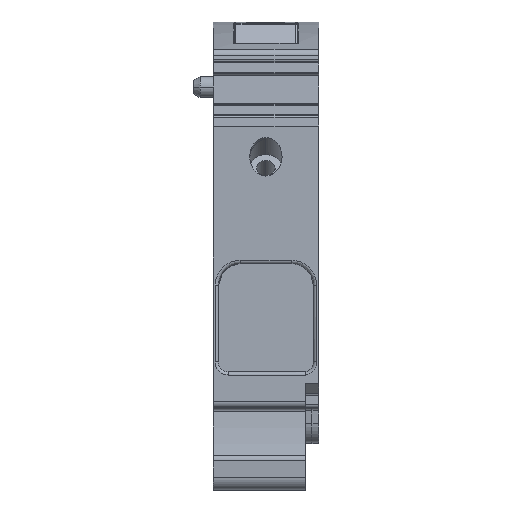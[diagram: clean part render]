
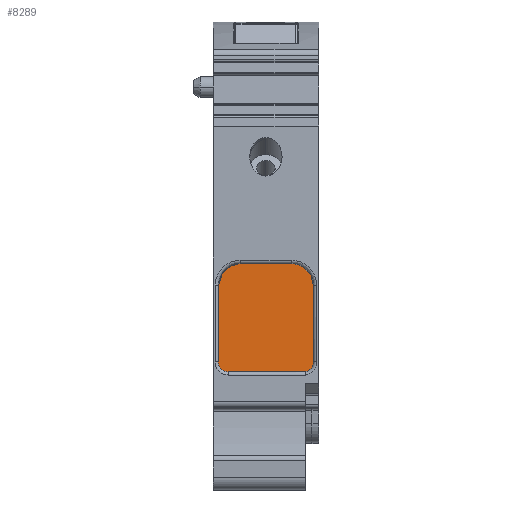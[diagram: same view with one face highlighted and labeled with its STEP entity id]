
A CAD part, front view. The second image highlights one B-rep face of the part: STEP entity #8289.
In plain terms, the highlighted planar face has unit normal (0, -1, 0).
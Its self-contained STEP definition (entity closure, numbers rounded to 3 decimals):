
#8188=AXIS2_PLACEMENT_3D('Plane Axis2P3D',#8185,#8186,#8187) ;
#8215=AXIS2_PLACEMENT_3D('Circle Axis2P3D',#8213,#8214,$) ;
#8222=AXIS2_PLACEMENT_3D('Circle Axis2P3D',#8220,#8221,$) ;
#8229=AXIS2_PLACEMENT_3D('Circle Axis2P3D',#8227,#8228,$) ;
#8250=AXIS2_PLACEMENT_3D('Circle Axis2P3D',#8248,#8249,$) ;
#8162=CARTESIAN_POINT('Vertex',(7.085,11.379,34.368)) ;
#8165=CARTESIAN_POINT('Line Origine',(11.,11.379,34.368)) ;
#8169=CARTESIAN_POINT('Vertex',(14.915,11.379,34.368)) ;
#8185=CARTESIAN_POINT('Axis2P3D Location',(0.,11.379,0.)) ;
#8191=CARTESIAN_POINT('Control Point',(7.085,11.379,34.368)) ;
#8192=CARTESIAN_POINT('Control Point',(6.734,11.379,34.366)) ;
#8193=CARTESIAN_POINT('Control Point',(6.382,11.379,34.314)) ;
#8194=CARTESIAN_POINT('Control Point',(6.04,11.379,34.215)) ;
#8195=CARTESIAN_POINT('Control Point',(5.381,11.379,33.924)) ;
#8196=CARTESIAN_POINT('Control Point',(4.822,11.379,33.472)) ;
#8197=CARTESIAN_POINT('Control Point',(4.57,11.379,33.206)) ;
#8198=CARTESIAN_POINT('Control Point',(4.163,11.379,32.644)) ;
#8199=CARTESIAN_POINT('Control Point',(3.911,11.379,32.001)) ;
#8200=CARTESIAN_POINT('Control Point',(3.829,11.379,31.681)) ;
#8201=CARTESIAN_POINT('Control Point',(3.788,11.379,31.355)) ;
#8202=CARTESIAN_POINT('Control Point',(3.788,11.379,31.03)) ;
#8203=CARTESIAN_POINT('Vertex',(3.788,11.379,31.03)) ;
#8206=CARTESIAN_POINT('Line Origine',(3.788,11.379,25.24)) ;
#8210=CARTESIAN_POINT('Vertex',(3.788,11.379,19.45)) ;
#8213=CARTESIAN_POINT('Axis2P3D Location',(5.292,11.379,19.454)) ;
#8217=CARTESIAN_POINT('Vertex',(5.288,11.379,17.95)) ;
#8220=CARTESIAN_POINT('Axis2P3D Location',(5.292,11.379,19.455)) ;
#8224=CARTESIAN_POINT('Vertex',(5.292,11.379,17.95)) ;
#8227=CARTESIAN_POINT('Axis2P3D Location',(5.292,11.379,19.455)) ;
#8231=CARTESIAN_POINT('Vertex',(5.295,11.379,17.95)) ;
#8234=CARTESIAN_POINT('Line Origine',(11.148,11.379,17.95)) ;
#8238=CARTESIAN_POINT('Vertex',(17.,11.379,17.95)) ;
#8241=CARTESIAN_POINT('Line Origine',(17.,11.379,17.964)) ;
#8245=CARTESIAN_POINT('Vertex',(17.,11.379,17.978)) ;
#8248=CARTESIAN_POINT('Axis2P3D Location',(16.712,11.379,19.45)) ;
#8252=CARTESIAN_POINT('Vertex',(18.212,11.379,19.45)) ;
#8255=CARTESIAN_POINT('Line Origine',(18.212,11.379,25.24)) ;
#8259=CARTESIAN_POINT('Vertex',(18.212,11.379,31.03)) ;
#8263=CARTESIAN_POINT('Control Point',(18.212,11.379,31.03)) ;
#8264=CARTESIAN_POINT('Control Point',(18.212,11.379,31.383)) ;
#8265=CARTESIAN_POINT('Control Point',(18.163,11.379,31.738)) ;
#8266=CARTESIAN_POINT('Control Point',(18.067,11.379,32.084)) ;
#8267=CARTESIAN_POINT('Control Point',(17.782,11.379,32.746)) ;
#8268=CARTESIAN_POINT('Control Point',(17.334,11.379,33.313)) ;
#8269=CARTESIAN_POINT('Control Point',(17.073,11.379,33.568)) ;
#8270=CARTESIAN_POINT('Control Point',(16.518,11.379,33.979)) ;
#8271=CARTESIAN_POINT('Control Point',(15.878,11.379,34.238)) ;
#8272=CARTESIAN_POINT('Control Point',(15.562,11.379,34.322)) ;
#8273=CARTESIAN_POINT('Control Point',(15.238,11.379,34.366)) ;
#8274=CARTESIAN_POINT('Control Point',(14.915,11.379,34.368)) ;
#8166=DIRECTION('Vector Direction',(-1.,0.,0.)) ;
#8186=DIRECTION('Axis2P3D Direction',(0.,-1.,0.)) ;
#8187=DIRECTION('Axis2P3D XDirection',(1.,0.,0.)) ;
#8207=DIRECTION('Vector Direction',(0.,0.,-1.)) ;
#8214=DIRECTION('Axis2P3D Direction',(0.,-1.,0.)) ;
#8221=DIRECTION('Axis2P3D Direction',(0.,-1.,0.)) ;
#8228=DIRECTION('Axis2P3D Direction',(0.,-1.,0.)) ;
#8235=DIRECTION('Vector Direction',(1.,0.,0.)) ;
#8242=DIRECTION('Vector Direction',(0.,0.,-1.)) ;
#8249=DIRECTION('Axis2P3D Direction',(0.,-1.,0.)) ;
#8256=DIRECTION('Vector Direction',(0.,0.,1.)) ;
#8167=VECTOR('Line Direction',#8166,1.) ;
#8208=VECTOR('Line Direction',#8207,1.) ;
#8236=VECTOR('Line Direction',#8235,1.) ;
#8243=VECTOR('Line Direction',#8242,1.) ;
#8257=VECTOR('Line Direction',#8256,1.) ;
#8277=ORIENTED_EDGE('',*,*,#8171,.T.) ;
#8278=ORIENTED_EDGE('',*,*,#8205,.F.) ;
#8279=ORIENTED_EDGE('',*,*,#8212,.T.) ;
#8280=ORIENTED_EDGE('',*,*,#8219,.T.) ;
#8281=ORIENTED_EDGE('',*,*,#8226,.T.) ;
#8282=ORIENTED_EDGE('',*,*,#8233,.T.) ;
#8283=ORIENTED_EDGE('',*,*,#8240,.T.) ;
#8284=ORIENTED_EDGE('',*,*,#8247,.F.) ;
#8285=ORIENTED_EDGE('',*,*,#8254,.T.) ;
#8286=ORIENTED_EDGE('',*,*,#8261,.T.) ;
#8287=ORIENTED_EDGE('',*,*,#8275,.T.) ;
#8289=ADVANCED_FACE('MLD L 1',(#8288),#8189,.T.) ;
#8190=B_SPLINE_CURVE_WITH_KNOTS('',5,(#8191,#8192,#8193,#8194,#8195,#8196,#8197,#8198,#8199,#8200,#8201,#8202),.UNSPECIFIED.,.F.,.U.,(6,3,3,6),(0.,2.489,5.045,7.37),.UNSPECIFIED.) ;
#8262=B_SPLINE_CURVE_WITH_KNOTS('',5,(#8263,#8264,#8265,#8266,#8267,#8268,#8269,#8270,#8271,#8272,#8273,#8274),.UNSPECIFIED.,.F.,.U.,(6,3,3,6),(0.,2.527,5.081,7.37),.UNSPECIFIED.) ;
#8216=CIRCLE('generated circle',#8215,1.504) ;
#8223=CIRCLE('generated circle',#8222,1.505) ;
#8230=CIRCLE('generated circle',#8229,1.505) ;
#8251=CIRCLE('generated circle',#8250,1.5) ;
#8171=EDGE_CURVE('',#8170,#8163,#8168,.T.) ;
#8205=EDGE_CURVE('',#8204,#8163,#8190,.F.) ;
#8212=EDGE_CURVE('',#8204,#8211,#8209,.T.) ;
#8219=EDGE_CURVE('',#8211,#8218,#8216,.T.) ;
#8226=EDGE_CURVE('',#8218,#8225,#8223,.T.) ;
#8233=EDGE_CURVE('',#8225,#8232,#8230,.T.) ;
#8240=EDGE_CURVE('',#8232,#8239,#8237,.T.) ;
#8247=EDGE_CURVE('',#8246,#8239,#8244,.T.) ;
#8254=EDGE_CURVE('',#8246,#8253,#8251,.T.) ;
#8261=EDGE_CURVE('',#8253,#8260,#8258,.T.) ;
#8275=EDGE_CURVE('',#8260,#8170,#8262,.T.) ;
#8276=EDGE_LOOP('',(#8277,#8278,#8279,#8280,#8281,#8282,#8283,#8284,#8285,#8286,#8287)) ;
#8288=FACE_OUTER_BOUND('',#8276,.T.) ;
#8168=LINE('Line',#8165,#8167) ;
#8209=LINE('Line',#8206,#8208) ;
#8237=LINE('Line',#8234,#8236) ;
#8244=LINE('Line',#8241,#8243) ;
#8258=LINE('Line',#8255,#8257) ;
#8189=PLANE('',#8188) ;
#8163=VERTEX_POINT('',#8162) ;
#8170=VERTEX_POINT('',#8169) ;
#8204=VERTEX_POINT('',#8203) ;
#8211=VERTEX_POINT('',#8210) ;
#8218=VERTEX_POINT('',#8217) ;
#8225=VERTEX_POINT('',#8224) ;
#8232=VERTEX_POINT('',#8231) ;
#8239=VERTEX_POINT('',#8238) ;
#8246=VERTEX_POINT('',#8245) ;
#8253=VERTEX_POINT('',#8252) ;
#8260=VERTEX_POINT('',#8259) ;
